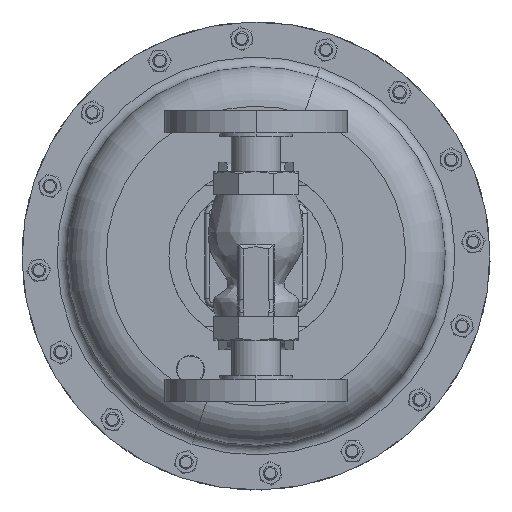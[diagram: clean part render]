
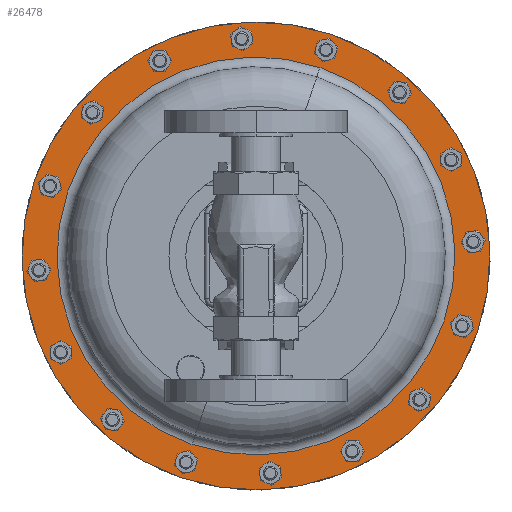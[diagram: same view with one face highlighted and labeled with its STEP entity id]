
A CAD part, front view. The second image highlights one B-rep face of the part: STEP entity #26478.
In plain terms, the highlighted planar face has unit normal (0, -1, 0).
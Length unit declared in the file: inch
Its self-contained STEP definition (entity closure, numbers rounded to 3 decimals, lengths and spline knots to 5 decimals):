
#875 = DIRECTION ( 'NONE',  ( 0., -1., 0. ) ) ;
#1024 = EDGE_LOOP ( 'NONE', ( #6479, #8585 ) ) ;
#2585 = VERTEX_POINT ( 'NONE', #17694 ) ;
#2620 = DIRECTION ( 'NONE',  ( 0., 1., 0. ) ) ;
#3254 = VERTEX_POINT ( 'NONE', #8625 ) ;
#6419 = CARTESIAN_POINT ( 'NONE',  ( -5.91831, 9.4, -0.241 ) ) ;
#6479 = ORIENTED_EDGE ( 'NONE', *, *, #26184, .F. ) ;
#7048 = CIRCLE ( 'NONE', #8387, 6.25 ) ;
#7302 = CARTESIAN_POINT ( 'NONE',  ( 0., 9.4, -2.25 ) ) ;
#8337 = FACE_BOUND ( 'NONE', #15553, .T. ) ;
#8387 = AXIS2_PLACEMENT_3D ( 'NONE', #27357, #10517, #30180 ) ;
#8585 = ORIENTED_EDGE ( 'NONE', *, *, #32584, .F. ) ;
#8625 = CARTESIAN_POINT ( 'NONE',  ( -2.009, 9.4, -8.16831 ) ) ;
#9657 = AXIS2_PLACEMENT_3D ( 'NONE', #19505, #2620, #22343 ) ;
#10118 = DIRECTION ( 'NONE',  ( -0.321, 0., -0.947 ) ) ;
#10517 = DIRECTION ( 'NONE',  ( 0., 1., 0. ) ) ;
#14874 = CARTESIAN_POINT ( 'NONE',  ( 0., 9.4, -2.25 ) ) ;
#15281 = CARTESIAN_POINT ( 'NONE',  ( 1.70845, 9.4, 2.78293 ) ) ;
#15553 = EDGE_LOOP ( 'NONE', ( #34394, #20511 ) ) ;
#17694 = CARTESIAN_POINT ( 'NONE',  ( -1.70845, 9.4, -7.28293 ) ) ;
#17716 = DIRECTION ( 'NONE',  ( -0.321, 0., -0.947 ) ) ;
#17750 = PLANE ( 'NONE',  #19040 ) ;
#18861 = VERTEX_POINT ( 'NONE', #15281 ) ;
#18944 = EDGE_CURVE ( 'NONE', #18861, #2585, #32129, .T. ) ;
#19040 = AXIS2_PLACEMENT_3D ( 'NONE', #6419, #875, #20587 ) ;
#19505 = CARTESIAN_POINT ( 'NONE',  ( 0., 9.4, -2.25 ) ) ;
#19975 = EDGE_CURVE ( 'NONE', #2585, #18861, #31644, .T. ) ;
#20511 = ORIENTED_EDGE ( 'NONE', *, *, #18944, .T. ) ;
#20587 = DIRECTION ( 'NONE',  ( 0.321, 0., 0.947 ) ) ;
#22343 = DIRECTION ( 'NONE',  ( -0.321, 0., -0.947 ) ) ;
#23326 = FACE_OUTER_BOUND ( 'NONE', #1024, .T. ) ;
#23567 = AXIS2_PLACEMENT_3D ( 'NONE', #7302, #26961, #10118 ) ;
#23840 = AXIS2_PLACEMENT_3D ( 'NONE', #14874, #34555, #17716 ) ;
#24447 = CIRCLE ( 'NONE', #9657, 6.25 ) ;
#26184 = EDGE_CURVE ( 'NONE', #3254, #29557, #7048, .T. ) ;
#26478 = ADVANCED_FACE ( 'NONE', ( #8337, #23326 ), #17750, .T. ) ;
#26961 = DIRECTION ( 'NONE',  ( 0., 1., 0. ) ) ;
#27357 = CARTESIAN_POINT ( 'NONE',  ( 0., 9.4, -2.25 ) ) ;
#29557 = VERTEX_POINT ( 'NONE', #35904 ) ;
#30180 = DIRECTION ( 'NONE',  ( -0.321, 0., -0.947 ) ) ;
#31644 = CIRCLE ( 'NONE', #23840, 5.315 ) ;
#32129 = CIRCLE ( 'NONE', #23567, 5.315 ) ;
#32584 = EDGE_CURVE ( 'NONE', #29557, #3254, #24447, .T. ) ;
#34394 = ORIENTED_EDGE ( 'NONE', *, *, #19975, .T. ) ;
#34555 = DIRECTION ( 'NONE',  ( 0., 1., 0. ) ) ;
#35904 = CARTESIAN_POINT ( 'NONE',  ( 2.009, 9.4, 3.66831 ) ) ;
